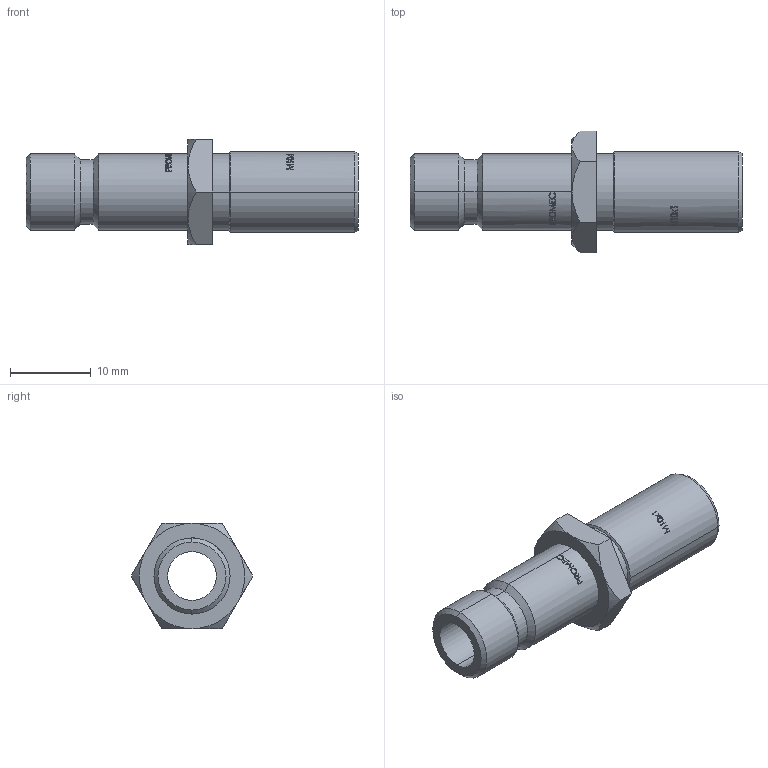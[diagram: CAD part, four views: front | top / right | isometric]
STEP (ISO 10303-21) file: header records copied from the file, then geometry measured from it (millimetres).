
FILE_DESCRIPTION (( 'STEP AP203' ), '1' );
FILE_NAME ('1129.STEP', '2023-01-25T12:21:55', ( '' ), ( '' ), 'SwSTEP 2.0', 'SolidWorks 2019', '' );
FILE_SCHEMA (( 'CONFIG_CONTROL_DESIGN' ));
Length unit declared in the file: millimetre
Products named in the file (1): 1129
Bounding box: 41 x 15.01 x 13 mm (x, y, z)
Volume: 2010.5 mm3; surface area: 2300.4 mm2
Topology: 1 solids, 1 shells, 173 faces, 440 edges, 286 vertices
Faces by surface type: bspline 101, plane 29, cylinder 27, cone 16
Entity records: 8689 total; most frequent: CARTESIAN_POINT 5321, ORIENTED_EDGE 880, EDGE_CURVE 440, B_SPLINE_CURVE_WITH_KNOTS 326, DIRECTION 324, VERTEX_POINT 286, EDGE_LOOP 192, FACE_OUTER_BOUND 173
